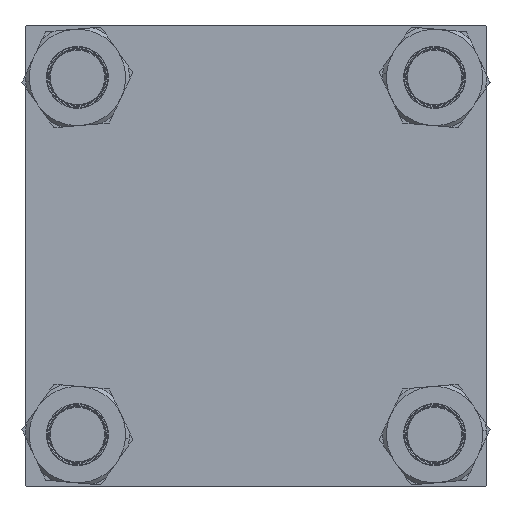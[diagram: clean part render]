
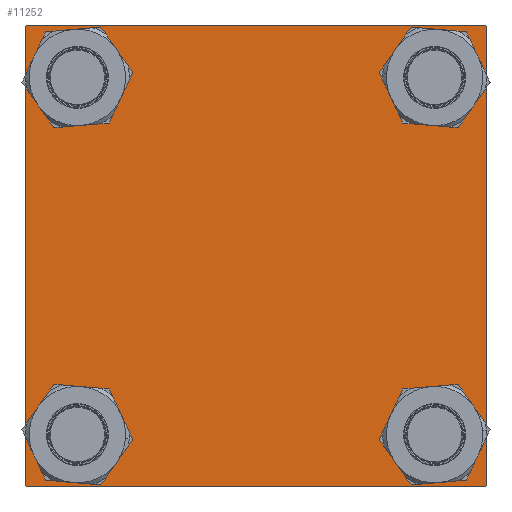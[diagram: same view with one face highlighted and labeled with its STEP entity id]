
A CAD part, left-side view. The second image highlights one B-rep face of the part: STEP entity #11252.
In plain terms, the highlighted planar face has unit normal (-1, 0, 0).
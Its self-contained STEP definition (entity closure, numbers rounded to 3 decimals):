
#18 = DIRECTION ( 'NONE',  ( 0., 0., 1. ) ) ;
#136 = ORIENTED_EDGE ( 'NONE', *, *, #14987, .T. ) ;
#389 = EDGE_CURVE ( 'NONE', #844, #1488, #3306, .T. ) ;
#390 = CIRCLE ( 'NONE', #18915, 15.5 ) ;
#461 = ORIENTED_EDGE ( 'NONE', *, *, #24217, .T. ) ;
#722 = CARTESIAN_POINT ( 'NONE',  ( 0., 122., -122.5 ) ) ;
#844 = VERTEX_POINT ( 'NONE', #7480 ) ;
#1488 = VERTEX_POINT ( 'NONE', #3775 ) ;
#2041 = VERTEX_POINT ( 'NONE', #18440 ) ;
#2434 = PLANE ( 'NONE',  #21460 ) ;
#3264 = VERTEX_POINT ( 'NONE', #722 ) ;
#3306 = CIRCLE ( 'NONE', #45799, 15.5 ) ;
#3357 = DIRECTION ( 'NONE',  ( 0., -0.707, 0.707 ) ) ;
#3556 = CARTESIAN_POINT ( 'NONE',  ( 0., -122.5, 122. ) ) ;
#3603 = AXIS2_PLACEMENT_3D ( 'NONE', #15273, #55746, #37846 ) ;
#3775 = CARTESIAN_POINT ( 'NONE',  ( 0., 95.1, -110.6 ) ) ;
#3819 = EDGE_CURVE ( 'NONE', #49359, #18648, #26386, .T. ) ;
#4608 = EDGE_LOOP ( 'NONE', ( #56141, #38782 ) ) ;
#4648 = CARTESIAN_POINT ( 'NONE',  ( 0., -95.1, 95.1 ) ) ;
#5228 = LINE ( 'NONE', #31861, #20954 ) ;
#5475 = ORIENTED_EDGE ( 'NONE', *, *, #51278, .T. ) ;
#5957 = VERTEX_POINT ( 'NONE', #20431 ) ;
#6148 = VECTOR ( 'NONE', #50897, 1000. ) ;
#6507 = EDGE_CURVE ( 'NONE', #3264, #48678, #11836, .T. ) ;
#7220 = AXIS2_PLACEMENT_3D ( 'NONE', #56892, #38416, #34645 ) ;
#7248 = CIRCLE ( 'NONE', #8159, 15.5 ) ;
#7472 = DIRECTION ( 'NONE',  ( 0., 0., 1. ) ) ;
#7480 = CARTESIAN_POINT ( 'NONE',  ( 0., 95.1, -79.6 ) ) ;
#7608 = EDGE_CURVE ( 'NONE', #5957, #3264, #42462, .T. ) ;
#7814 = CARTESIAN_POINT ( 'NONE',  ( 0., -122., 122.5 ) ) ;
#7935 = CARTESIAN_POINT ( 'NONE',  ( 0., 95.1, -95.1 ) ) ;
#8159 = AXIS2_PLACEMENT_3D ( 'NONE', #7935, #44097, #48421 ) ;
#9813 = VERTEX_POINT ( 'NONE', #18953 ) ;
#9872 = DIRECTION ( 'NONE',  ( 1., 0., 0. ) ) ;
#10232 = ORIENTED_EDGE ( 'NONE', *, *, #40975, .T. ) ;
#10555 = CIRCLE ( 'NONE', #55857, 15.5 ) ;
#11003 = ORIENTED_EDGE ( 'NONE', *, *, #3819, .F. ) ;
#11252 = ADVANCED_FACE ( 'NONE', ( #16038, #38609, #28778, #33121, #33404 ), #2434, .T. ) ;
#11319 = CARTESIAN_POINT ( 'NONE',  ( 0., 95.1, 95.1 ) ) ;
#11457 = CARTESIAN_POINT ( 'NONE',  ( 0., -122.25, 122.25 ) ) ;
#11461 = LINE ( 'NONE', #55142, #55692 ) ;
#11836 = LINE ( 'NONE', #46284, #6148 ) ;
#12907 = VECTOR ( 'NONE', #35027, 1000. ) ;
#13226 = ORIENTED_EDGE ( 'NONE', *, *, #54923, .T. ) ;
#13450 = VECTOR ( 'NONE', #23441, 1000. ) ;
#14987 = EDGE_CURVE ( 'NONE', #48678, #44630, #11461, .T. ) ;
#15273 = CARTESIAN_POINT ( 'NONE',  ( 0., -95.1, 95.1 ) ) ;
#15930 = CARTESIAN_POINT ( 'NONE',  ( 0., -95.1, -95.1 ) ) ;
#16038 = FACE_BOUND ( 'NONE', #4608, .T. ) ;
#16812 = LINE ( 'NONE', #44283, #12907 ) ;
#17383 = CIRCLE ( 'NONE', #7220, 15.5 ) ;
#18440 = CARTESIAN_POINT ( 'NONE',  ( 0., -95.1, -79.6 ) ) ;
#18469 = CARTESIAN_POINT ( 'NONE',  ( 0., 122.5, 122. ) ) ;
#18648 = VERTEX_POINT ( 'NONE', #7814 ) ;
#18915 = AXIS2_PLACEMENT_3D ( 'NONE', #15930, #51204, #52063 ) ;
#18953 = CARTESIAN_POINT ( 'NONE',  ( 0., 95.1, 110.6 ) ) ;
#18995 = VECTOR ( 'NONE', #44033, 1000. ) ;
#19396 = AXIS2_PLACEMENT_3D ( 'NONE', #11319, #37956, #28989 ) ;
#20348 = CARTESIAN_POINT ( 'NONE',  ( 0., 122., 122.5 ) ) ;
#20431 = CARTESIAN_POINT ( 'NONE',  ( 0., 122.5, -122. ) ) ;
#20451 = DIRECTION ( 'NONE',  ( 0., 0.707, 0.707 ) ) ;
#20954 = VECTOR ( 'NONE', #53248, 1000. ) ;
#21460 = AXIS2_PLACEMENT_3D ( 'NONE', #46994, #33691, #46696 ) ;
#22025 = DIRECTION ( 'NONE',  ( 1., 0., 0. ) ) ;
#22078 = EDGE_LOOP ( 'NONE', ( #13226, #28832 ) ) ;
#22872 = CARTESIAN_POINT ( 'NONE',  ( 0., -122.5, 122.5 ) ) ;
#23032 = EDGE_CURVE ( 'NONE', #47736, #44630, #40510, .T. ) ;
#23441 = DIRECTION ( 'NONE',  ( 0., 0., -1. ) ) ;
#23616 = CIRCLE ( 'NONE', #55937, 15.5 ) ;
#24126 = EDGE_LOOP ( 'NONE', ( #40690, #5475 ) ) ;
#24141 = CARTESIAN_POINT ( 'NONE',  ( 0., -122.5, -122. ) ) ;
#24217 = EDGE_CURVE ( 'NONE', #2041, #50442, #390, .T. ) ;
#24875 = EDGE_CURVE ( 'NONE', #50442, #2041, #10555, .T. ) ;
#26386 = LINE ( 'NONE', #31011, #18995 ) ;
#27394 = EDGE_CURVE ( 'NONE', #56890, #31520, #23616, .T. ) ;
#27548 = DIRECTION ( 'NONE',  ( 0., 0., 1. ) ) ;
#27777 = ORIENTED_EDGE ( 'NONE', *, *, #6507, .T. ) ;
#28778 = FACE_BOUND ( 'NONE', #24126, .T. ) ;
#28832 = ORIENTED_EDGE ( 'NONE', *, *, #36294, .T. ) ;
#28989 = DIRECTION ( 'NONE',  ( 0., 0., 1. ) ) ;
#29037 = ORIENTED_EDGE ( 'NONE', *, *, #7608, .T. ) ;
#29415 = LINE ( 'NONE', #11457, #57264 ) ;
#30117 = ORIENTED_EDGE ( 'NONE', *, *, #24875, .T. ) ;
#30275 = EDGE_CURVE ( 'NONE', #38800, #5957, #5228, .T. ) ;
#31011 = CARTESIAN_POINT ( 'NONE',  ( 0., 122.5, 122.5 ) ) ;
#31404 = VERTEX_POINT ( 'NONE', #41963 ) ;
#31520 = VERTEX_POINT ( 'NONE', #40749 ) ;
#31861 = CARTESIAN_POINT ( 'NONE',  ( 0., 122.5, 122.5 ) ) ;
#31949 = ORIENTED_EDGE ( 'NONE', *, *, #40720, .T. ) ;
#32771 = CARTESIAN_POINT ( 'NONE',  ( 0., -122., -122.5 ) ) ;
#33121 = FACE_BOUND ( 'NONE', #22078, .T. ) ;
#33404 = FACE_OUTER_BOUND ( 'NONE', #54502, .T. ) ;
#33494 = CARTESIAN_POINT ( 'NONE',  ( 0., 122.25, -122.25 ) ) ;
#33691 = DIRECTION ( 'NONE',  ( -1., 0., 0. ) ) ;
#34645 = DIRECTION ( 'NONE',  ( 0., 0., 1. ) ) ;
#35027 = DIRECTION ( 'NONE',  ( 0., 0.707, -0.707 ) ) ;
#35850 = ORIENTED_EDGE ( 'NONE', *, *, #23032, .F. ) ;
#35937 = CARTESIAN_POINT ( 'NONE',  ( 0., -95.1, -95.1 ) ) ;
#36294 = EDGE_CURVE ( 'NONE', #31404, #9813, #17383, .T. ) ;
#36631 = VECTOR ( 'NONE', #56030, 1000. ) ;
#36858 = CARTESIAN_POINT ( 'NONE',  ( 0., -95.1, -110.6 ) ) ;
#37846 = DIRECTION ( 'NONE',  ( 0., 0., 1. ) ) ;
#37956 = DIRECTION ( 'NONE',  ( 1., 0., 0. ) ) ;
#38135 = CARTESIAN_POINT ( 'NONE',  ( 0., 95.1, -95.1 ) ) ;
#38416 = DIRECTION ( 'NONE',  ( 1., 0., 0. ) ) ;
#38609 = FACE_BOUND ( 'NONE', #40069, .T. ) ;
#38782 = ORIENTED_EDGE ( 'NONE', *, *, #27394, .T. ) ;
#38800 = VERTEX_POINT ( 'NONE', #18469 ) ;
#40069 = EDGE_LOOP ( 'NONE', ( #461, #30117 ) ) ;
#40510 = LINE ( 'NONE', #22872, #13450 ) ;
#40690 = ORIENTED_EDGE ( 'NONE', *, *, #389, .T. ) ;
#40720 = EDGE_CURVE ( 'NONE', #49359, #38800, #16812, .T. ) ;
#40749 = CARTESIAN_POINT ( 'NONE',  ( 0., -95.1, 110.6 ) ) ;
#40975 = EDGE_CURVE ( 'NONE', #47736, #18648, #29415, .T. ) ;
#41963 = CARTESIAN_POINT ( 'NONE',  ( 0., 95.1, 79.6 ) ) ;
#42462 = LINE ( 'NONE', #33494, #36631 ) ;
#44033 = DIRECTION ( 'NONE',  ( 0., -1., 0. ) ) ;
#44097 = DIRECTION ( 'NONE',  ( 1., 0., 0. ) ) ;
#44207 = CIRCLE ( 'NONE', #19396, 15.5 ) ;
#44283 = CARTESIAN_POINT ( 'NONE',  ( 0., 122.25, 122.25 ) ) ;
#44630 = VERTEX_POINT ( 'NONE', #24141 ) ;
#45799 = AXIS2_PLACEMENT_3D ( 'NONE', #38135, #46808, #7472 ) ;
#46284 = CARTESIAN_POINT ( 'NONE',  ( 0., 122.5, -122.5 ) ) ;
#46696 = DIRECTION ( 'NONE',  ( 0., 0., 1. ) ) ;
#46808 = DIRECTION ( 'NONE',  ( 1., 0., 0. ) ) ;
#46994 = CARTESIAN_POINT ( 'NONE',  ( 0., 0., 0. ) ) ;
#47736 = VERTEX_POINT ( 'NONE', #3556 ) ;
#48421 = DIRECTION ( 'NONE',  ( 0., 0., 1. ) ) ;
#48678 = VERTEX_POINT ( 'NONE', #32771 ) ;
#49359 = VERTEX_POINT ( 'NONE', #20348 ) ;
#50442 = VERTEX_POINT ( 'NONE', #36858 ) ;
#50897 = DIRECTION ( 'NONE',  ( 0., -1., 0. ) ) ;
#51204 = DIRECTION ( 'NONE',  ( 1., 0., 0. ) ) ;
#51278 = EDGE_CURVE ( 'NONE', #1488, #844, #7248, .T. ) ;
#52063 = DIRECTION ( 'NONE',  ( 0., 0., 1. ) ) ;
#52522 = EDGE_CURVE ( 'NONE', #31520, #56890, #53467, .T. ) ;
#53052 = ORIENTED_EDGE ( 'NONE', *, *, #30275, .T. ) ;
#53248 = DIRECTION ( 'NONE',  ( 0., 0., -1. ) ) ;
#53467 = CIRCLE ( 'NONE', #3603, 15.5 ) ;
#53644 = CARTESIAN_POINT ( 'NONE',  ( 0., -95.1, 79.6 ) ) ;
#54502 = EDGE_LOOP ( 'NONE', ( #53052, #29037, #27777, #136, #35850, #10232, #11003, #31949 ) ) ;
#54923 = EDGE_CURVE ( 'NONE', #9813, #31404, #44207, .T. ) ;
#55142 = CARTESIAN_POINT ( 'NONE',  ( 0., -122.25, -122.25 ) ) ;
#55692 = VECTOR ( 'NONE', #3357, 1000. ) ;
#55746 = DIRECTION ( 'NONE',  ( 1., 0., 0. ) ) ;
#55857 = AXIS2_PLACEMENT_3D ( 'NONE', #35937, #9872, #27548 ) ;
#55937 = AXIS2_PLACEMENT_3D ( 'NONE', #4648, #22025, #18 ) ;
#56030 = DIRECTION ( 'NONE',  ( 0., -0.707, -0.707 ) ) ;
#56141 = ORIENTED_EDGE ( 'NONE', *, *, #52522, .T. ) ;
#56890 = VERTEX_POINT ( 'NONE', #53644 ) ;
#56892 = CARTESIAN_POINT ( 'NONE',  ( 0., 95.1, 95.1 ) ) ;
#57264 = VECTOR ( 'NONE', #20451, 1000. ) ;
